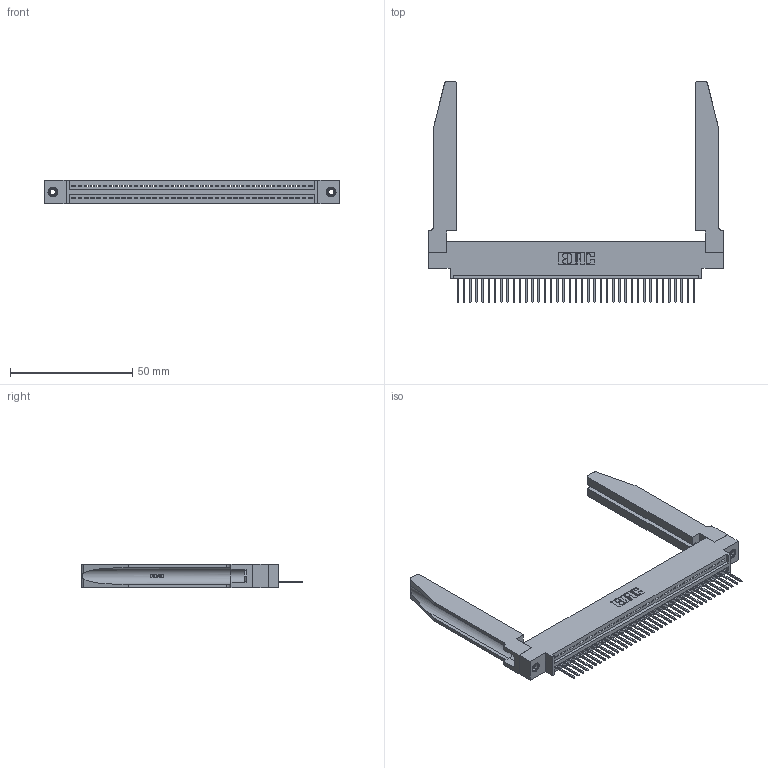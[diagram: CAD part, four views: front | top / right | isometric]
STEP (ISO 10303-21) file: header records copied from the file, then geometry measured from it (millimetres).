
FILE_DESCRIPTION (( 'STEP AP203' ), '1' );
FILE_NAME ('345-039-523-678.STEP', '2019-10-08T06:11:20', ( '' ), ( '' ), 'SwSTEP 2.0', 'SolidWorks 2016', '' );
FILE_SCHEMA (( 'CONFIG_CONTROL_DESIGN' ));
Length unit declared in the file: inch
Products named in the file (5): 345 Part_0.170 Offset - 0.156 Dia-TH; 345-250-001_345-250-001-102; 345-220-078_345-220-078; 345-292-001_345-293-123; 345-039-523-678
Assembly tree (44 placements, depth 2):
  345-039-523-678
    345 Part_0.170 Offset - 0.156 Dia-TH
    345-292-001_345-293-123  x39
    345-250-001_345-250-001-102  x2
    345-220-078_345-220-078  x2
Bounding box: 120.29 x 90.09 x 9.4 mm (x, y, z)
Volume: 19043.1 mm3; surface area: 21954.2 mm2
Topology: 44 solids, 44 shells, 2626 faces, 7825 edges, 5154 vertices
Faces by surface type: plane 1786, cylinder 788, bspline 36, cone 12, torus 4
Entity records: 34646 total; most frequent: CARTESIAN_POINT 6900, ORIENTED_EDGE 5770, DIRECTION 5037, EDGE_CURVE 2885, LINE 2503, VECTOR 2503, VERTEX_POINT 1916, AXIS2_PLACEMENT_3D 1267
